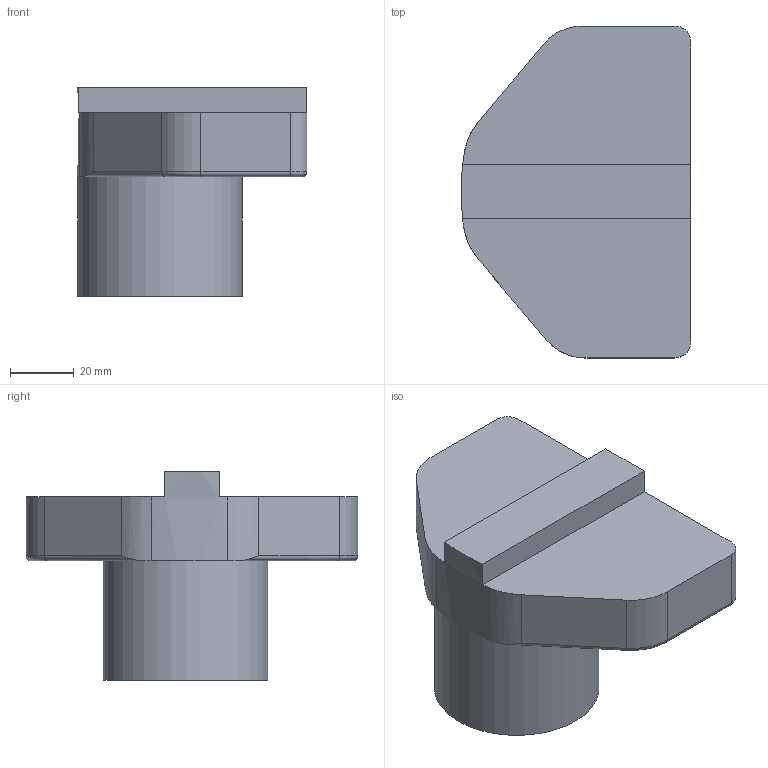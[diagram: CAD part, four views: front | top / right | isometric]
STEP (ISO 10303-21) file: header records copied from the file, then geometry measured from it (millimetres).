
FILE_DESCRIPTION(/* description */ (''),/* implementation_level */ '2;1');
FILE_NAME(/* name */ '1694597616521.stp',/* time_stamp */ '2023-09-13T11:33:42+02:00',/* author */ (''),/* organization */ ('SMS'),/* preprocessor_version */ 'ST-DEVELOPER v16.7',/* originating_system */ 'SIEMENS PLM Software NX 12.0',/* authorisation */ '');
FILE_SCHEMA (('AUTOMOTIVE_DESIGN { 1 0 10303 214 3 1 1 1 }'));
Length unit declared in the file: millimetre
Products named in the file (1): 202506096mod000_01
Bounding box: 71.94 x 104 x 65.45 mm (x, y, z)
Volume: 213827.1 mm3; surface area: 25992.8 mm2
Topology: 1 solids, 1 shells, 29 faces, 71 edges, 48 vertices
Faces by surface type: cylinder 13, plane 12, torus 4
Full cylindrical faces by diameter (mm): 51.6 x1
Entity records: 920 total; most frequent: DIRECTION 163, CARTESIAN_POINT 159, ORIENTED_EDGE 138, EDGE_CURVE 69, AXIS2_PLACEMENT_3D 63, VERTEX_POINT 44, LINE 37, VECTOR 37
